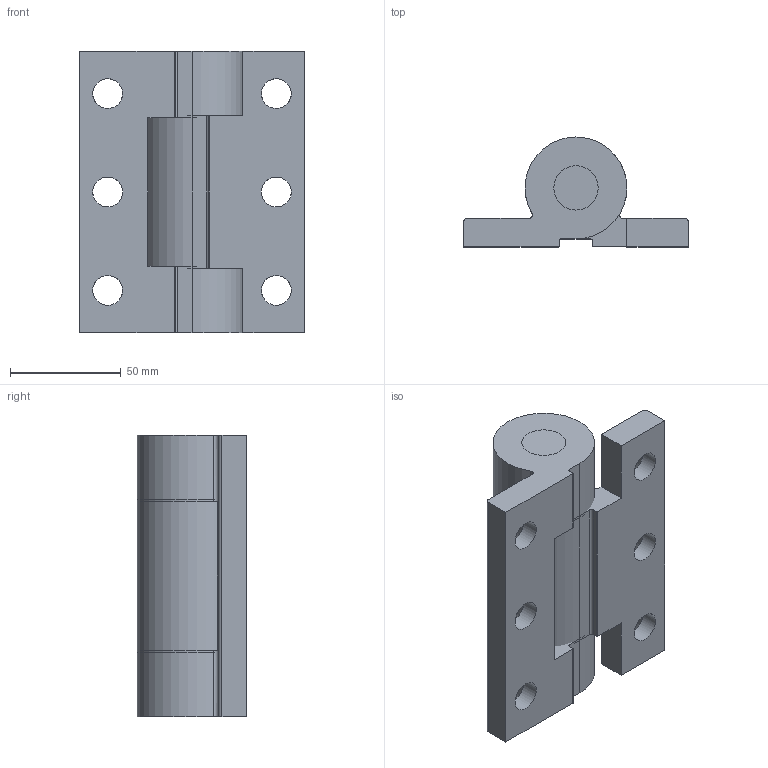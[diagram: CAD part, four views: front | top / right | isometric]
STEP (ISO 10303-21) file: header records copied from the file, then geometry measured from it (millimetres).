
FILE_DESCRIPTION( ( 'STEP AP214' ), '1' );
FILE_NAME( 'SK2-729S.stp', '2023-05-08T08:48:39', ( 'License CC BY-ND 4.0' ), ( 'CADENAS' ), ' ', 'PARTsolutions', ' ' );
FILE_SCHEMA( ( 'AUTOMOTIVE_DESIGN { 1 0 10303 214 1 1 1 1 }' ) );
Length unit declared in the file: millimetre
Products named in the file (3): SK2-729S; _sk2_729s_1(0)_1; _sk2_729s_2(0)_2
Assembly tree (2 placements, depth 2):
  SK2-729S
    _sk2_729s_1(0)_1
    _sk2_729s_2(0)_2
Bounding box: 101.6 x 49.5 x 127 mm (x, y, z)
Volume: 310795.1 mm3; surface area: 58111.9 mm2
Topology: 2 solids, 2 shells, 54 faces, 163 edges, 109 vertices
Faces by surface type: plane 25, cylinder 23, cone 6
Full cylindrical faces by diameter (mm): 13.5 x6, 20 x4
Entity records: 2212 total; most frequent: CARTESIAN_POINT 341, DIRECTION 296, ORIENTED_EDGE 268, EDGE_CURVE 134, AXIS2_PLACEMENT_3D 111, VERTEX_POINT 96, EDGE_LOOP 82, LINE 74
